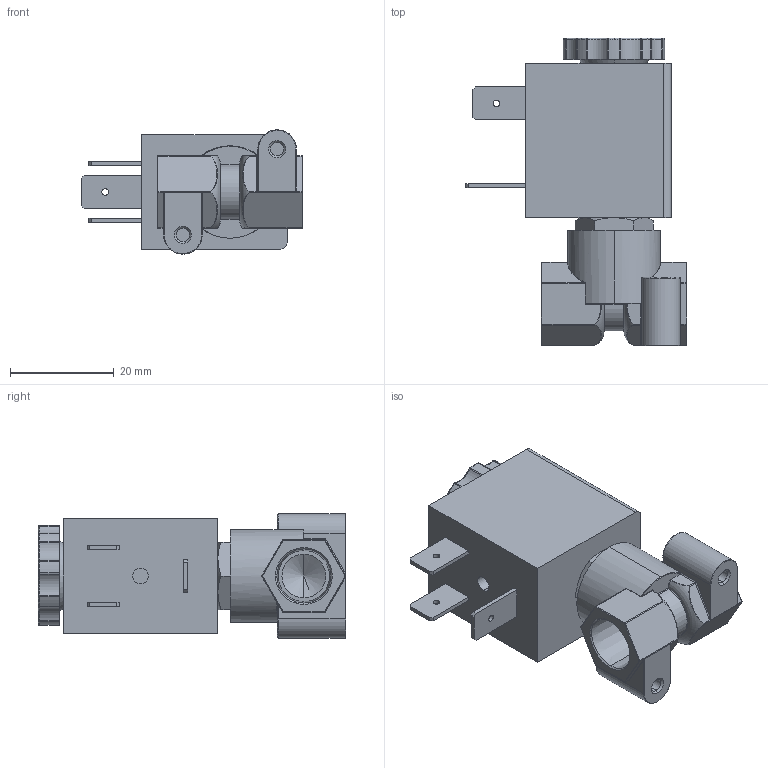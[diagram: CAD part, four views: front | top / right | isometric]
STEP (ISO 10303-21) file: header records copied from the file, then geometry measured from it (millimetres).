
FILE_DESCRIPTION (( 'STEP AP203' ), '1' );
FILE_NAME ('SC913YH02VFAA3.step', '2025-12-15T20:58:38', ( '' ), ( '' ), 'SwSTEP 2.0', 'SolidWorks 2024', '' );
FILE_SCHEMA (( 'CONFIG_CONTROL_DESIGN' ));
Length unit declared in the file: inch
Products named in the file (1): SC913YH02VFAA3
Bounding box: 42.63 x 59.13 x 23.93 mm (x, y, z)
Volume: 25768.8 mm3; surface area: 8956.9 mm2
Topology: 1 solids, 1 shells, 363 faces, 880 edges, 524 vertices
Faces by surface type: cylinder 142, bspline 87, plane 70, torus 34, cone 25, sphere 5
Entity records: 15804 total; most frequent: CARTESIAN_POINT 7901, ORIENTED_EDGE 1738, DIRECTION 1550, EDGE_CURVE 869, AXIS2_PLACEMENT_3D 623, VERTEX_POINT 523, EDGE_LOOP 388, FACE_OUTER_BOUND 363
